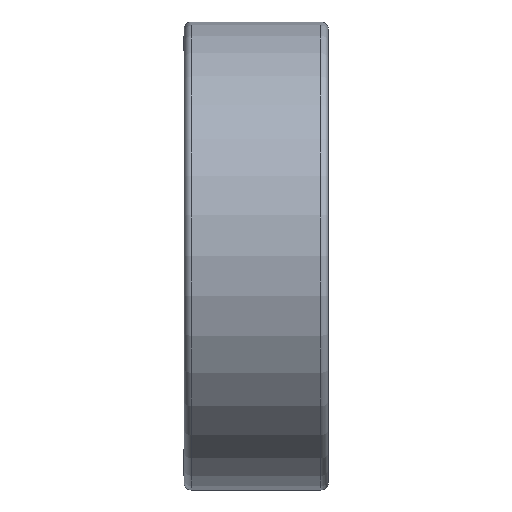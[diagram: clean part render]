
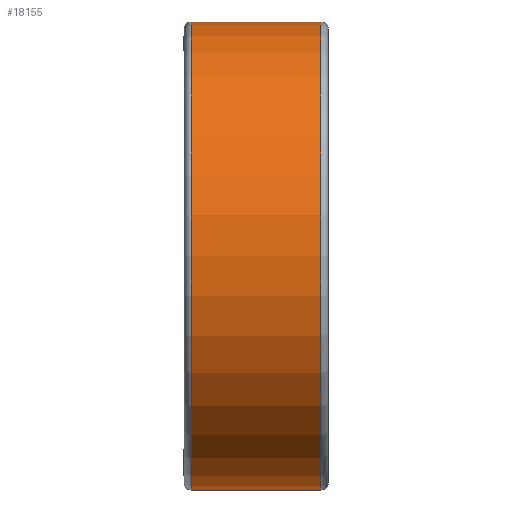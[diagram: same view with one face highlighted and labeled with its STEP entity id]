
A CAD part, top view. The second image highlights one B-rep face of the part: STEP entity #18155.
In plain terms, the highlighted cylindrical face has radius 6.5 mm (diameter 13 mm), a partial arc.
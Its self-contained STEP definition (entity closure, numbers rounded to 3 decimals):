
#8078=DIRECTION('',(-1.,0.,0.));
#8079=VECTOR('',#8078,3.6);
#8080=CARTESIAN_POINT('',(1.8,6.5,0.));
#8081=LINE('',#8080,#8079);
#8085=DIRECTION('',(-1.,0.,0.));
#8086=VECTOR('',#8085,3.6);
#8087=CARTESIAN_POINT('',(1.8,-6.5,0.));
#8088=LINE('',#8087,#8086);
#8100=CARTESIAN_POINT('',(1.8,0.,0.));
#8101=DIRECTION('',(1.,0.,0.));
#8102=DIRECTION('',(0.,1.,0.));
#8103=AXIS2_PLACEMENT_3D('',#8100,#8101,#8102);
#8108=CARTESIAN_POINT('',(-1.8,0.,0.));
#8109=DIRECTION('',(1.,0.,0.));
#8110=DIRECTION('',(0.,1.,0.));
#8111=AXIS2_PLACEMENT_3D('',#8108,#8109,#8110);
#15091=CARTESIAN_POINT('',(1.8,6.5,0.));
#15092=CARTESIAN_POINT('',(-1.8,6.5,0.));
#15093=VERTEX_POINT('',#15091);
#15094=VERTEX_POINT('',#15092);
#15103=CARTESIAN_POINT('',(1.8,-6.5,0.));
#15104=CARTESIAN_POINT('',(-1.8,-6.5,0.));
#15105=VERTEX_POINT('',#15103);
#15106=VERTEX_POINT('',#15104);
#18143=CARTESIAN_POINT('',(-2.2,0.,0.));
#18144=DIRECTION('',(1.,0.,0.));
#18145=DIRECTION('',(0.,-1.,0.));
#18146=AXIS2_PLACEMENT_3D('',#18143,#18144,#18145);
#18147=CYLINDRICAL_SURFACE('',#18146,6.5);
#18148=ORIENTED_EDGE('',*,*,#18133,.F.);
#18149=ORIENTED_EDGE('',*,*,#18110,.T.);
#18150=ORIENTED_EDGE('',*,*,#18137,.T.);
#18152=ORIENTED_EDGE('',*,*,#18151,.F.);
#18153=EDGE_LOOP('',(#18148,#18149,#18150,#18152));
#18154=FACE_OUTER_BOUND('',#18153,.F.);
#8104=CIRCLE('',#8103,6.5);
#8112=CIRCLE('',#8111,6.5);
#18110=EDGE_CURVE('',#15093,#15105,#8104,.T.);
#18133=EDGE_CURVE('',#15093,#15094,#8081,.T.);
#18137=EDGE_CURVE('',#15105,#15106,#8088,.T.);
#18151=EDGE_CURVE('',#15094,#15106,#8112,.T.);
#18155=ADVANCED_FACE('',(#18154),#18147,.T.);
